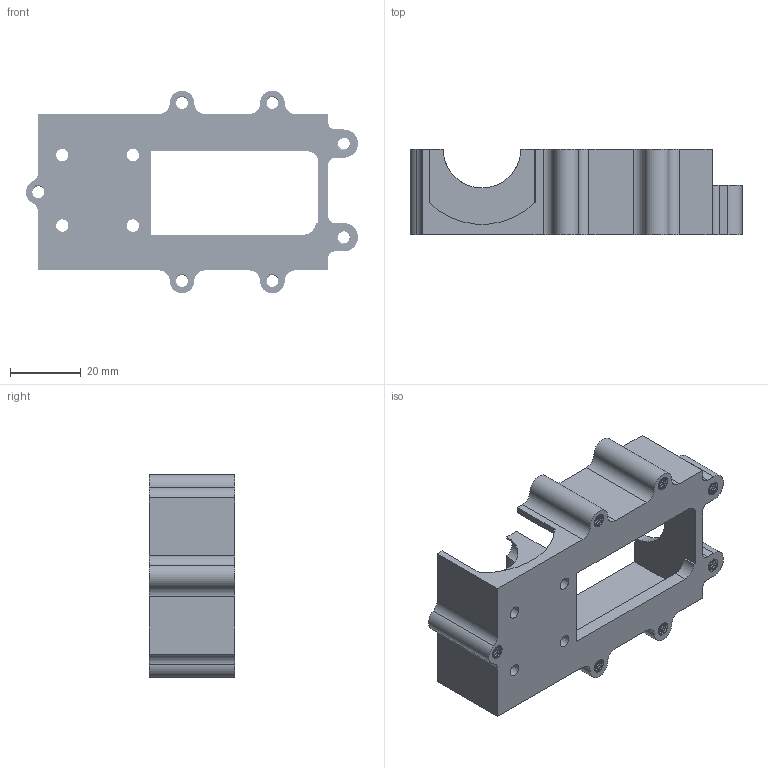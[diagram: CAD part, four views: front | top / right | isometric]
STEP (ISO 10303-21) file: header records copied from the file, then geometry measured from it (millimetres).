
FILE_DESCRIPTION(/* description */ (''),/* implementation_level */ '2;1');
FILE_NAME(/* name */ 'Y-Axis Motor Mount Inferior Component.step',/* time_stamp */ '2022-05-20T08:02:43-07:00',/* author */ (''),/* organization */ (''),/* preprocessor_version */ 'ST-DEVELOPER v18.1',/* originating_system */ 'Autodesk Translation Framework v10.14.0.1471',/* authorisation */ '');
FILE_SCHEMA (('AUTOMOTIVE_DESIGN { 1 0 10303 214 3 1 1 }'));
Products named in the file (1): Y-Axis Motor Mount Inferior Component
Bounding box: 94.09 x 24.22 x 57.44 mm (x, y, z)
Volume: 36243.4 mm3; surface area: 20449.5 mm2
Topology: 1 solids, 1 shells, 530 faces, 1586 edges, 1057 vertices
Faces by surface type: cylinder 473, plane 43, bspline 14
Full cylindrical faces by diameter (mm): 3.332 x105, 3.5 x4, 4.109 x56, 4.11 x6, 6.5 x4
Entity records: 42499 total; most frequent: CARTESIAN_POINT 29898, ORIENTED_EDGE 3172, DIRECTION 1806, EDGE_CURVE 1586, VERTEX_POINT 1057, B_SPLINE_CURVE_WITH_KNOTS 912, AXIS2_PLACEMENT_3D 615, LINE 576
